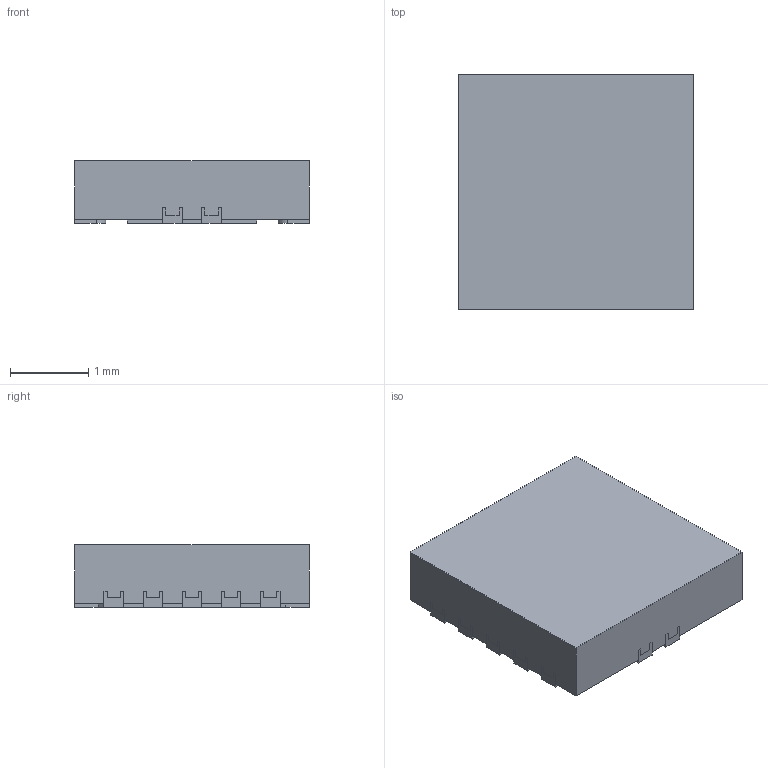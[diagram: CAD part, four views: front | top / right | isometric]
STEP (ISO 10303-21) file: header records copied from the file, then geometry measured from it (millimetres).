
FILE_DESCRIPTION((''),'2;1');
FILE_NAME('DSX0010C_ASM','2021-03-16T07:30:39',('a0412086'),(''),'CREO PARAMETRIC BY PTC INC, 2018500','CREO PARAMETRIC BY PTC INC, 2018500','');
FILE_SCHEMA(('CONFIG_CONTROL_DESIGN','SHAPE_APPEARANCE_LAYERS_GROUPS'));
Length unit declared in the file: millimetre
Products named in the file (3): BODY-SON; FRAME-DSX0010C; DSX0010C_ASM
Assembly tree (2 placements, depth 2):
  DSX0010C_ASM
    BODY-SON
    FRAME-DSX0010C
Bounding box: 3 x 3 x 0.8 mm (x, y, z)
Volume: 7 mm3; surface area: 49 mm2
Topology: 12 solids, 12 shells, 286 faces, 786 edges, 524 vertices
Faces by surface type: plane 266, cylinder 20
Entity records: 11587 total; most frequent: CARTESIAN_POINT 1601, ORIENTED_EDGE 1572, DIRECTION 1408, PRESENTATION_STYLE_ASSIGNMENT 812, STYLED_ITEM 798, CURVE_STYLE 786, EDGE_CURVE 786, VECTOR 746
